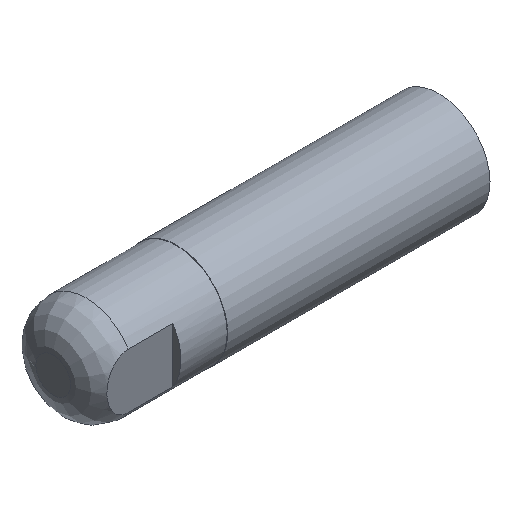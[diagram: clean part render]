
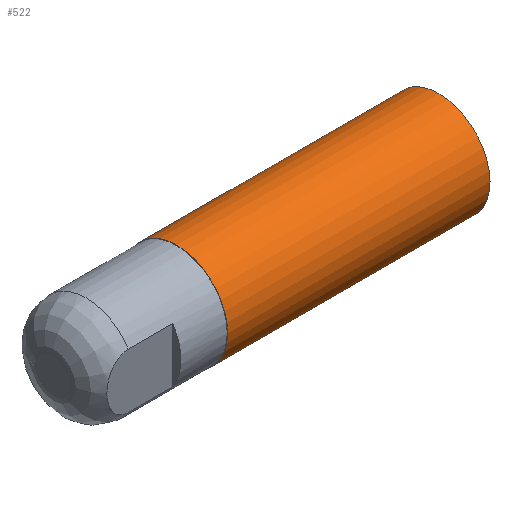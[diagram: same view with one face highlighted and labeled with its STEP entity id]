
A CAD part, isometric view. The second image highlights one B-rep face of the part: STEP entity #522.
In plain terms, the highlighted cylindrical face has radius 13.22 mm (diameter 26.441 mm), a full revolution.
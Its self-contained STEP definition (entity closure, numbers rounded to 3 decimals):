
#488=CARTESIAN_POINT('',(-68.0,13.22,0.0));
#489=VERTEX_POINT('',#488);
#490=CARTESIAN_POINT('',(-68.0,0.,0.0));
#491=DIRECTION('',(1.0,0.0,0.0));
#492=DIRECTION('',(0.0,1.0,0.0));
#493=AXIS2_PLACEMENT_3D('',#490,#491,#492);
#494=CIRCLE('',#493,13.22);
#495=EDGE_CURVE('',#489,#489,#494,.T.);
#503=CARTESIAN_POINT('',(-34.0,0.,0.0));
#504=DIRECTION('',(1.0,0.,0.0));
#505=DIRECTION('',(0.0,1.0,0.0));
#506=AXIS2_PLACEMENT_3D('',#503,#504,#505);
#507=CYLINDRICAL_SURFACE('',#506,13.22);
#508=CARTESIAN_POINT('',(0.0,13.221,0.0));
#509=VERTEX_POINT('',#508);
#510=CARTESIAN_POINT('',(0.0,0.0,0.0));
#511=DIRECTION('',(1.0,0.0,0.0));
#512=DIRECTION('',(0.0,1.0,0.0));
#513=AXIS2_PLACEMENT_3D('',#510,#511,#512);
#514=CIRCLE('',#513,13.221);
#515=EDGE_CURVE('',#509,#509,#514,.T.);
#516=ORIENTED_EDGE('',*,*,#515,.F.);
#517=EDGE_LOOP('',(#516));
#518=FACE_OUTER_BOUND('',#517,.T.);
#519=ORIENTED_EDGE('',*,*,#495,.T.);
#520=EDGE_LOOP('',(#519));
#521=FACE_BOUND('',#520,.T.);
#522=ADVANCED_FACE('',(#518,#521),#507,.T.);
